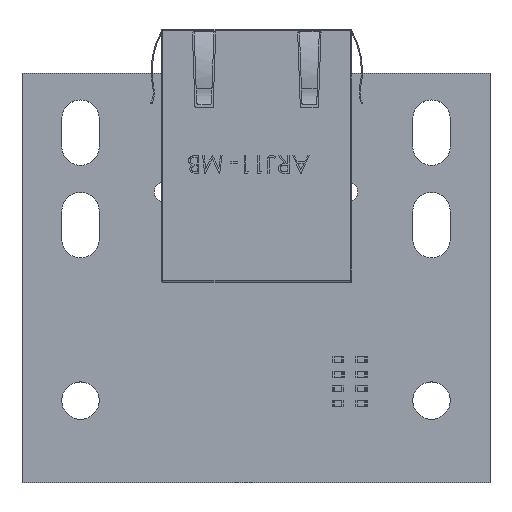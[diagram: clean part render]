
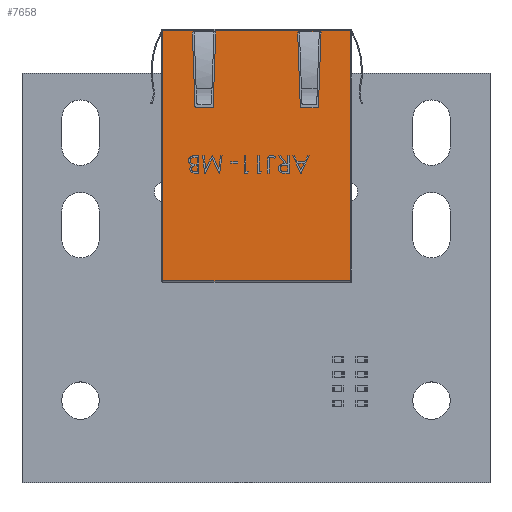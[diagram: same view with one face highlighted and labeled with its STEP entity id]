
A CAD part, top view. The second image highlights one B-rep face of the part: STEP entity #7658.
In plain terms, the highlighted face is planar.
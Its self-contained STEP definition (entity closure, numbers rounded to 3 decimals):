
#7374 = VERTEX_POINT('',#7375);
#7375 = CARTESIAN_POINT('',(3.654,6.92,10.595));
#7390 = VERTEX_POINT('',#7391);
#7391 = CARTESIAN_POINT('',(3.604,6.92,10.595));
#7397 = EDGE_CURVE('',#7374,#7390,#7398,.T.);
#7398 = LINE('',#7399,#7400);
#7399 = CARTESIAN_POINT('',(5.5,6.92,10.595));
#7400 = VECTOR('',#7401,1.);
#7401 = DIRECTION('',(-1.,0.,0.));
#7658 = ADVANCED_FACE('',(#7659,#7709,#7795),#7872,.F.);
#7659 = FACE_BOUND('',#7660,.F.);
#7660 = EDGE_LOOP('',(#7661,#7671,#7679,#7687,#7695,#7703));
#7661 = ORIENTED_EDGE('',*,*,#7662,.F.);
#7662 = EDGE_CURVE('',#7663,#7665,#7667,.T.);
#7663 = VERTEX_POINT('',#7664);
#7664 = CARTESIAN_POINT('',(-8.03,6.92,2.554));
#7665 = VERTEX_POINT('',#7666);
#7666 = CARTESIAN_POINT('',(-8.03,6.92,10.695));
#7667 = LINE('',#7668,#7669);
#7668 = CARTESIAN_POINT('',(-8.03,6.92,10.795));
#7669 = VECTOR('',#7670,1.);
#7670 = DIRECTION('',(-0.,0.,1.));
#7671 = ORIENTED_EDGE('',*,*,#7672,.F.);
#7672 = EDGE_CURVE('',#7673,#7663,#7675,.T.);
#7673 = VERTEX_POINT('',#7674);
#7674 = CARTESIAN_POINT('',(-8.03,6.92,-10.695));
#7675 = LINE('',#7676,#7677);
#7676 = CARTESIAN_POINT('',(-8.03,6.92,10.795));
#7677 = VECTOR('',#7678,1.);
#7678 = DIRECTION('',(-0.,0.,1.));
#7679 = ORIENTED_EDGE('',*,*,#7680,.F.);
#7680 = EDGE_CURVE('',#7681,#7673,#7683,.T.);
#7681 = VERTEX_POINT('',#7682);
#7682 = CARTESIAN_POINT('',(8.03,6.92,-10.695));
#7683 = LINE('',#7684,#7685);
#7684 = CARTESIAN_POINT('',(8.13,6.92,-10.695));
#7685 = VECTOR('',#7686,1.);
#7686 = DIRECTION('',(-1.,0.,0.));
#7687 = ORIENTED_EDGE('',*,*,#7688,.F.);
#7688 = EDGE_CURVE('',#7689,#7681,#7691,.T.);
#7689 = VERTEX_POINT('',#7690);
#7690 = CARTESIAN_POINT('',(8.03,6.92,2.554));
#7691 = LINE('',#7692,#7693);
#7692 = CARTESIAN_POINT('',(8.03,6.92,-10.795));
#7693 = VECTOR('',#7694,1.);
#7694 = DIRECTION('',(-0.,-0.,-1.));
#7695 = ORIENTED_EDGE('',*,*,#7696,.F.);
#7696 = EDGE_CURVE('',#7697,#7689,#7699,.T.);
#7697 = VERTEX_POINT('',#7698);
#7698 = CARTESIAN_POINT('',(8.03,6.92,10.695));
#7699 = LINE('',#7700,#7701);
#7700 = CARTESIAN_POINT('',(8.03,6.92,-10.795));
#7701 = VECTOR('',#7702,1.);
#7702 = DIRECTION('',(-0.,-0.,-1.));
#7703 = ORIENTED_EDGE('',*,*,#7704,.F.);
#7704 = EDGE_CURVE('',#7665,#7697,#7705,.T.);
#7705 = LINE('',#7706,#7707);
#7706 = CARTESIAN_POINT('',(8.13,6.92,10.695));
#7707 = VECTOR('',#7708,1.);
#7708 = DIRECTION('',(1.,-0.,-0.));
#7709 = FACE_BOUND('',#7710,.F.);
#7710 = EDGE_LOOP('',(#7711,#7721,#7729,#7738,#7746,#7755,#7763,#7772,
    #7780,#7789));
#7711 = ORIENTED_EDGE('',*,*,#7712,.T.);
#7712 = EDGE_CURVE('',#7713,#7715,#7717,.T.);
#7713 = VERTEX_POINT('',#7714);
#7714 = CARTESIAN_POINT('',(-5.346,6.92,10.595));
#7715 = VERTEX_POINT('',#7716);
#7716 = CARTESIAN_POINT('',(-3.654,6.92,10.595));
#7717 = LINE('',#7718,#7719);
#7718 = CARTESIAN_POINT('',(-5.346,6.92,10.595));
#7719 = VECTOR('',#7720,1.);
#7720 = DIRECTION('',(1.,0.,0.));
#7721 = ORIENTED_EDGE('',*,*,#7722,.T.);
#7722 = EDGE_CURVE('',#7715,#7723,#7725,.T.);
#7723 = VERTEX_POINT('',#7724);
#7724 = CARTESIAN_POINT('',(-3.604,6.92,10.595));
#7725 = LINE('',#7726,#7727);
#7726 = CARTESIAN_POINT('',(-5.5,6.92,10.595));
#7727 = VECTOR('',#7728,1.);
#7728 = DIRECTION('',(1.,0.,0.));
#7729 = ORIENTED_EDGE('',*,*,#7730,.F.);
#7730 = EDGE_CURVE('',#7731,#7723,#7733,.T.);
#7731 = VERTEX_POINT('',#7732);
#7732 = CARTESIAN_POINT('',(-3.504,6.92,10.492));
#7733 = CIRCLE('',#7734,0.1);
#7734 = AXIS2_PLACEMENT_3D('',#7735,#7736,#7737);
#7735 = CARTESIAN_POINT('',(-3.604,6.92,10.495));
#7736 = DIRECTION('',(0.,-1.,0.));
#7737 = DIRECTION('',(0.,0.,-1.));
#7738 = ORIENTED_EDGE('',*,*,#7739,.T.);
#7739 = EDGE_CURVE('',#7731,#7740,#7742,.T.);
#7740 = VERTEX_POINT('',#7741);
#7741 = CARTESIAN_POINT('',(-3.724,6.92,4.192));
#7742 = LINE('',#7743,#7744);
#7743 = CARTESIAN_POINT('',(-3.5,6.92,10.595));
#7744 = VECTOR('',#7745,1.);
#7745 = DIRECTION('',(-0.035,0.,-0.999));
#7746 = ORIENTED_EDGE('',*,*,#7747,.F.);
#7747 = EDGE_CURVE('',#7748,#7740,#7750,.T.);
#7748 = VERTEX_POINT('',#7749);
#7749 = CARTESIAN_POINT('',(-3.824,6.92,4.095));
#7750 = CIRCLE('',#7751,0.1);
#7751 = AXIS2_PLACEMENT_3D('',#7752,#7753,#7754);
#7752 = CARTESIAN_POINT('',(-3.824,6.92,4.195));
#7753 = DIRECTION('',(0.,-1.,0.));
#7754 = DIRECTION('',(0.,0.,-1.));
#7755 = ORIENTED_EDGE('',*,*,#7756,.T.);
#7756 = EDGE_CURVE('',#7748,#7757,#7759,.T.);
#7757 = VERTEX_POINT('',#7758);
#7758 = CARTESIAN_POINT('',(-5.176,6.92,4.095));
#7759 = LINE('',#7760,#7761);
#7760 = CARTESIAN_POINT('',(-3.727,6.92,4.095));
#7761 = VECTOR('',#7762,1.);
#7762 = DIRECTION('',(-1.,0.,0.));
#7763 = ORIENTED_EDGE('',*,*,#7764,.F.);
#7764 = EDGE_CURVE('',#7765,#7757,#7767,.T.);
#7765 = VERTEX_POINT('',#7766);
#7766 = CARTESIAN_POINT('',(-5.276,6.92,4.192));
#7767 = CIRCLE('',#7768,0.1);
#7768 = AXIS2_PLACEMENT_3D('',#7769,#7770,#7771);
#7769 = CARTESIAN_POINT('',(-5.176,6.92,4.195));
#7770 = DIRECTION('',(0.,-1.,0.));
#7771 = DIRECTION('',(0.,0.,-1.));
#7772 = ORIENTED_EDGE('',*,*,#7773,.T.);
#7773 = EDGE_CURVE('',#7765,#7774,#7776,.T.);
#7774 = VERTEX_POINT('',#7775);
#7775 = CARTESIAN_POINT('',(-5.496,6.92,10.492));
#7776 = LINE('',#7777,#7778);
#7777 = CARTESIAN_POINT('',(-5.273,6.92,4.095));
#7778 = VECTOR('',#7779,1.);
#7779 = DIRECTION('',(-0.035,0.,0.999));
#7780 = ORIENTED_EDGE('',*,*,#7781,.F.);
#7781 = EDGE_CURVE('',#7782,#7774,#7784,.T.);
#7782 = VERTEX_POINT('',#7783);
#7783 = CARTESIAN_POINT('',(-5.396,6.92,10.595));
#7784 = CIRCLE('',#7785,0.1);
#7785 = AXIS2_PLACEMENT_3D('',#7786,#7787,#7788);
#7786 = CARTESIAN_POINT('',(-5.396,6.92,10.495));
#7787 = DIRECTION('',(0.,-1.,0.));
#7788 = DIRECTION('',(0.,0.,-1.));
#7789 = ORIENTED_EDGE('',*,*,#7790,.T.);
#7790 = EDGE_CURVE('',#7782,#7713,#7791,.T.);
#7791 = LINE('',#7792,#7793);
#7792 = CARTESIAN_POINT('',(-5.5,6.92,10.595));
#7793 = VECTOR('',#7794,1.);
#7794 = DIRECTION('',(1.,0.,0.));
#7795 = FACE_BOUND('',#7796,.F.);
#7796 = EDGE_LOOP('',(#7797,#7808,#7816,#7823,#7824,#7832,#7840,#7849,
    #7857,#7866));
#7797 = ORIENTED_EDGE('',*,*,#7798,.F.);
#7798 = EDGE_CURVE('',#7799,#7801,#7803,.T.);
#7799 = VERTEX_POINT('',#7800);
#7800 = CARTESIAN_POINT('',(3.724,6.92,4.192));
#7801 = VERTEX_POINT('',#7802);
#7802 = CARTESIAN_POINT('',(3.824,6.92,4.095));
#7803 = CIRCLE('',#7804,0.1);
#7804 = AXIS2_PLACEMENT_3D('',#7805,#7806,#7807);
#7805 = CARTESIAN_POINT('',(3.824,6.92,4.195));
#7806 = DIRECTION('',(0.,-1.,0.));
#7807 = DIRECTION('',(0.,0.,-1.));
#7808 = ORIENTED_EDGE('',*,*,#7809,.F.);
#7809 = EDGE_CURVE('',#7810,#7799,#7812,.T.);
#7810 = VERTEX_POINT('',#7811);
#7811 = CARTESIAN_POINT('',(3.504,6.92,10.492));
#7812 = LINE('',#7813,#7814);
#7813 = CARTESIAN_POINT('',(3.5,6.92,10.595));
#7814 = VECTOR('',#7815,1.);
#7815 = DIRECTION('',(0.035,0.,-0.999));
#7816 = ORIENTED_EDGE('',*,*,#7817,.F.);
#7817 = EDGE_CURVE('',#7390,#7810,#7818,.T.);
#7818 = CIRCLE('',#7819,0.1);
#7819 = AXIS2_PLACEMENT_3D('',#7820,#7821,#7822);
#7820 = CARTESIAN_POINT('',(3.604,6.92,10.495));
#7821 = DIRECTION('',(0.,-1.,0.));
#7822 = DIRECTION('',(0.,0.,-1.));
#7823 = ORIENTED_EDGE('',*,*,#7397,.F.);
#7824 = ORIENTED_EDGE('',*,*,#7825,.T.);
#7825 = EDGE_CURVE('',#7374,#7826,#7828,.T.);
#7826 = VERTEX_POINT('',#7827);
#7827 = CARTESIAN_POINT('',(5.346,6.92,10.595));
#7828 = LINE('',#7829,#7830);
#7829 = CARTESIAN_POINT('',(5.346,6.92,10.595));
#7830 = VECTOR('',#7831,1.);
#7831 = DIRECTION('',(1.,-0.,-0.));
#7832 = ORIENTED_EDGE('',*,*,#7833,.F.);
#7833 = EDGE_CURVE('',#7834,#7826,#7836,.T.);
#7834 = VERTEX_POINT('',#7835);
#7835 = CARTESIAN_POINT('',(5.396,6.92,10.595));
#7836 = LINE('',#7837,#7838);
#7837 = CARTESIAN_POINT('',(5.5,6.92,10.595));
#7838 = VECTOR('',#7839,1.);
#7839 = DIRECTION('',(-1.,0.,0.));
#7840 = ORIENTED_EDGE('',*,*,#7841,.F.);
#7841 = EDGE_CURVE('',#7842,#7834,#7844,.T.);
#7842 = VERTEX_POINT('',#7843);
#7843 = CARTESIAN_POINT('',(5.496,6.92,10.492));
#7844 = CIRCLE('',#7845,0.1);
#7845 = AXIS2_PLACEMENT_3D('',#7846,#7847,#7848);
#7846 = CARTESIAN_POINT('',(5.396,6.92,10.495));
#7847 = DIRECTION('',(0.,-1.,0.));
#7848 = DIRECTION('',(0.,0.,-1.));
#7849 = ORIENTED_EDGE('',*,*,#7850,.F.);
#7850 = EDGE_CURVE('',#7851,#7842,#7853,.T.);
#7851 = VERTEX_POINT('',#7852);
#7852 = CARTESIAN_POINT('',(5.276,6.92,4.192));
#7853 = LINE('',#7854,#7855);
#7854 = CARTESIAN_POINT('',(5.273,6.92,4.095));
#7855 = VECTOR('',#7856,1.);
#7856 = DIRECTION('',(0.035,0.,0.999));
#7857 = ORIENTED_EDGE('',*,*,#7858,.F.);
#7858 = EDGE_CURVE('',#7859,#7851,#7861,.T.);
#7859 = VERTEX_POINT('',#7860);
#7860 = CARTESIAN_POINT('',(5.176,6.92,4.095));
#7861 = CIRCLE('',#7862,0.1);
#7862 = AXIS2_PLACEMENT_3D('',#7863,#7864,#7865);
#7863 = CARTESIAN_POINT('',(5.176,6.92,4.195));
#7864 = DIRECTION('',(0.,-1.,0.));
#7865 = DIRECTION('',(0.,0.,-1.));
#7866 = ORIENTED_EDGE('',*,*,#7867,.F.);
#7867 = EDGE_CURVE('',#7801,#7859,#7868,.T.);
#7868 = LINE('',#7869,#7870);
#7869 = CARTESIAN_POINT('',(3.727,6.92,4.095));
#7870 = VECTOR('',#7871,1.);
#7871 = DIRECTION('',(1.,0.,0.));
#7872 = PLANE('',#7873);
#7873 = AXIS2_PLACEMENT_3D('',#7874,#7875,#7876);
#7874 = CARTESIAN_POINT('',(8.13,6.92,10.795));
#7875 = DIRECTION('',(0.,-1.,0.));
#7876 = DIRECTION('',(0.,-0.,-1.));
